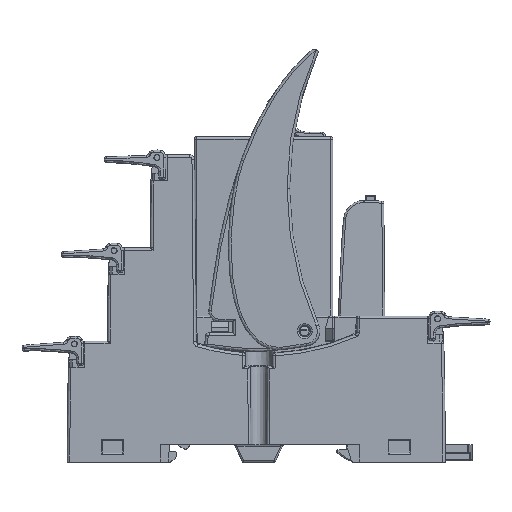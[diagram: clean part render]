
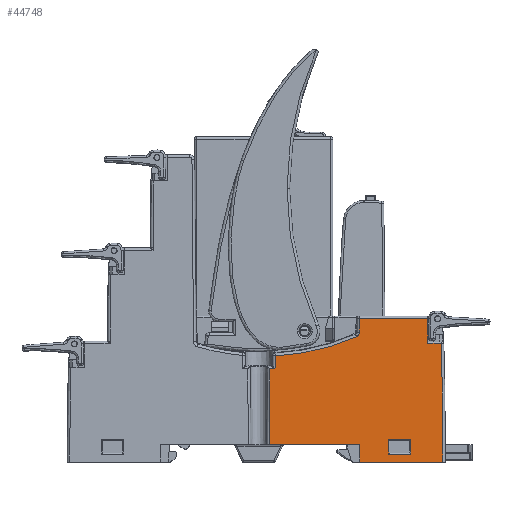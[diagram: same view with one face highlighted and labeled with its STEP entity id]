
A CAD part, top view. The second image highlights one B-rep face of the part: STEP entity #44748.
In plain terms, the highlighted planar face has unit normal (0, 0, 1).
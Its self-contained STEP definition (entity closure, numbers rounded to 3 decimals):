
#10608 = AXIS2_PLACEMENT_3D ( 'NONE', #13808, #13806, #13812 ) ;
#13806 = DIRECTION ( 'NONE',  ( 0., 0., -1. ) ) ;
#13808 = CARTESIAN_POINT ( 'NONE',  ( 953.5, 0., 13.45 ) ) ;
#13810 = PLANE ( 'NONE',  #10608 ) ;
#13812 = DIRECTION ( 'NONE',  ( -1., 0., 0. ) ) ;
#17145 = CARTESIAN_POINT ( 'NONE',  ( 28.5, 0., 13.45 ) ) ;
#17149 = DIRECTION ( 'NONE',  ( 1., 0., 0. ) ) ;
#17695 = DIRECTION ( 'NONE',  ( -1., 0., 0. ) ) ;
#17697 = CARTESIAN_POINT ( 'NONE',  ( 21.7, 1.8, 13.45 ) ) ;
#17706 = CARTESIAN_POINT ( 'NONE',  ( 21.5, 4.5, 13.45 ) ) ;
#17707 = CARTESIAN_POINT ( 'NONE',  ( 953.5, 23.6, 13.45 ) ) ;
#17709 = DIRECTION ( 'NONE',  ( 1., 0., 0. ) ) ;
#17711 = DIRECTION ( 'NONE',  ( 0., -1., 0. ) ) ;
#17715 = CARTESIAN_POINT ( 'NONE',  ( 17.5, 1.6, 13.45 ) ) ;
#17717 = DIRECTION ( 'NONE',  ( -1., 0., 0. ) ) ;
#17719 = CARTESIAN_POINT ( 'NONE',  ( 17.3, 4.3, 13.45 ) ) ;
#17722 = DIRECTION ( 'NONE',  ( 0., 1., 0. ) ) ;
#17724 = CARTESIAN_POINT ( 'NONE',  ( 11.5, 3.5, 13.45 ) ) ;
#17727 = DIRECTION ( 'NONE',  ( 1., 0., 0. ) ) ;
#17728 = CARTESIAN_POINT ( 'NONE',  ( 11.5, 7.837, 13.45 ) ) ;
#17731 = DIRECTION ( 'NONE',  ( 0., -1., 0. ) ) ;
#17736 = CARTESIAN_POINT ( 'NONE',  ( -971.5, 0., 13.45 ) ) ;
#17738 = DIRECTION ( 'NONE',  ( 0., 0., 1. ) ) ;
#17740 = DIRECTION ( 'NONE',  ( -1., 0., 0. ) ) ;
#17743 = CARTESIAN_POINT ( 'NONE',  ( 25.017, 29., 13.45 ) ) ;
#17746 = DIRECTION ( 'NONE',  ( 0., -1., 0. ) ) ;
#17747 = CARTESIAN_POINT ( 'NONE',  ( 953.5, 28.5, 13.45 ) ) ;
#17750 = DIRECTION ( 'NONE',  ( -1., 0., 0. ) ) ;
#17752 = CARTESIAN_POINT ( 'NONE',  ( 11.319, 8.222, 13.45 ) ) ;
#17755 = DIRECTION ( 'NONE',  ( -0.009, -1., 0. ) ) ;
#17757 = CARTESIAN_POINT ( 'NONE',  ( -5.38, 8.368, 13.45 ) ) ;
#17760 = DIRECTION ( 'NONE',  ( -0.009, -1., 0. ) ) ;
#17762 = CARTESIAN_POINT ( 'NONE',  ( 10.472, 25.812, 13.45 ) ) ;
#17764 = DIRECTION ( 'NONE',  ( 0., 0., 1. ) ) ;
#17766 = DIRECTION ( 'NONE',  ( -1., 0., 0. ) ) ;
#17771 = CARTESIAN_POINT ( 'NONE',  ( -7.657, 67.01, 13.45 ) ) ;
#17773 = DIRECTION ( 'NONE',  ( 0., 0., -1. ) ) ;
#17775 = DIRECTION ( 'NONE',  ( -1., 0., 0. ) ) ;
#17778 = CARTESIAN_POINT ( 'NONE',  ( -6.787, 18.5, 13.45 ) ) ;
#17780 = DIRECTION ( 'NONE',  ( -1., 0., 0. ) ) ;
#17782 = CARTESIAN_POINT ( 'NONE',  ( -6.38, 8.377, 13.45 ) ) ;
#17785 = DIRECTION ( 'NONE',  ( -0.009, -1., 0. ) ) ;
#20426 = FACE_BOUND ( 'NONE', #66298, .T. ) ;
#20433 = FACE_OUTER_BOUND ( 'NONE', #66323, .T. ) ;
#22631 = LINE ( 'NONE', #17697, #22648 ) ;
#22643 = LINE ( 'NONE', #17706, #22646 ) ;
#22646 = VECTOR ( 'NONE', #17709, 1000. ) ;
#22647 = LINE ( 'NONE', #17715, #22650 ) ;
#22648 = VECTOR ( 'NONE', #17711, 1000. ) ;
#22649 = LINE ( 'NONE', #17719, #22652 ) ;
#22650 = VECTOR ( 'NONE', #17717, 1000. ) ;
#22651 = LINE ( 'NONE', #17724, #22654 ) ;
#22652 = VECTOR ( 'NONE', #17722, 1000. ) ;
#22653 = LINE ( 'NONE', #17728, #22656 ) ;
#22654 = VECTOR ( 'NONE', #17727, 1000. ) ;
#22655 = CIRCLE ( 'NONE', #60437, 999.5 ) ;
#22656 = VECTOR ( 'NONE', #17731, 1000. ) ;
#22657 = LINE ( 'NONE', #17707, #22659 ) ;
#22658 = LINE ( 'NONE', #17743, #22661 ) ;
#22659 = VECTOR ( 'NONE', #17695, 1000. ) ;
#22660 = LINE ( 'NONE', #17747, #22663 ) ;
#22661 = VECTOR ( 'NONE', #17746, 1000. ) ;
#22662 = LINE ( 'NONE', #17752, #22665 ) ;
#22663 = VECTOR ( 'NONE', #17750, 1000. ) ;
#22664 = CIRCLE ( 'NONE', #60439, 1. ) ;
#22665 = VECTOR ( 'NONE', #17755, 1000. ) ;
#22666 = CIRCLE ( 'NONE', #60441, 46.01 ) ;
#22667 = LINE ( 'NONE', #17757, #22669 ) ;
#22668 = LINE ( 'NONE', #17778, #22671 ) ;
#22669 = VECTOR ( 'NONE', #17760, 1000. ) ;
#22670 = LINE ( 'NONE', #17782, #22673 ) ;
#22671 = VECTOR ( 'NONE', #17780, 1000. ) ;
#22673 = VECTOR ( 'NONE', #17785, 1000. ) ;
#32490 = CARTESIAN_POINT ( 'NONE',  ( 17.3, 4.5, 13.45 ) ) ;
#32508 = CARTESIAN_POINT ( 'NONE',  ( -6.423, 3.5, 13.45 ) ) ;
#32539 = CARTESIAN_POINT ( 'NONE',  ( 11.472, 25.804, 13.45 ) ) ;
#32565 = CARTESIAN_POINT ( 'NONE',  ( 27.721, 23.6, 13.45 ) ) ;
#32620 = CARTESIAN_POINT ( 'NONE',  ( 11.496, 28.5, 13.45 ) ) ;
#33683 = LINE ( 'NONE', #17145, #33687 ) ;
#33687 = VECTOR ( 'NONE', #17149, 1000. ) ;
#34292 = VERTEX_POINT ( 'NONE', #36104 ) ;
#34363 = VERTEX_POINT ( 'NONE', #36175 ) ;
#34787 = VERTEX_POINT ( 'NONE', #36598 ) ;
#34793 = VERTEX_POINT ( 'NONE', #36604 ) ;
#34797 = VERTEX_POINT ( 'NONE', #36608 ) ;
#34799 = VERTEX_POINT ( 'NONE', #36610 ) ;
#34828 = VERTEX_POINT ( 'NONE', #36639 ) ;
#34835 = VERTEX_POINT ( 'NONE', #36646 ) ;
#34954 = VERTEX_POINT ( 'NONE', #36720 ) ;
#34957 = VERTEX_POINT ( 'NONE', #36718 ) ;
#35017 = VERTEX_POINT ( 'NONE', #36752 ) ;
#35020 = VERTEX_POINT ( 'NONE', #36754 ) ;
#35183 = VERTEX_POINT ( 'NONE', #32490 ) ;
#35194 = VERTEX_POINT ( 'NONE', #32508 ) ;
#35215 = VERTEX_POINT ( 'NONE', #32539 ) ;
#35238 = VERTEX_POINT ( 'NONE', #32565 ) ;
#35274 = VERTEX_POINT ( 'NONE', #32620 ) ;
#36104 = CARTESIAN_POINT ( 'NONE',  ( 11.5, 0., 13.45 ) ) ;
#36175 = CARTESIAN_POINT ( 'NONE',  ( 28., 0., 13.45 ) ) ;
#36598 = CARTESIAN_POINT ( 'NONE',  ( 25.017, 28.5, 13.45 ) ) ;
#36604 = CARTESIAN_POINT ( 'NONE',  ( 11.5, 3.5, 13.45 ) ) ;
#36608 = CARTESIAN_POINT ( 'NONE',  ( 17.3, 1.6, 13.45 ) ) ;
#36610 = CARTESIAN_POINT ( 'NONE',  ( 10.875, 24.897, 13.45 ) ) ;
#36639 = CARTESIAN_POINT ( 'NONE',  ( 21.7, 4.5, 13.45 ) ) ;
#36646 = CARTESIAN_POINT ( 'NONE',  ( -6.292, 18.5, 13.45 ) ) ;
#36718 = CARTESIAN_POINT ( 'NONE',  ( -5.269, 21.062, 13.45 ) ) ;
#36720 = CARTESIAN_POINT ( 'NONE',  ( -5.292, 18.5, 13.45 ) ) ;
#36752 = CARTESIAN_POINT ( 'NONE',  ( 21.7, 1.6, 13.45 ) ) ;
#36754 = CARTESIAN_POINT ( 'NONE',  ( 25.017, 23.6, 13.45 ) ) ;
#40849 = EDGE_CURVE ( 'NONE', #34292, #34363, #33683, .T. ) ;
#41309 = EDGE_CURVE ( 'NONE', #35183, #34828, #22643, .T. ) ;
#41313 = EDGE_CURVE ( 'NONE', #34828, #35017, #22631, .T. ) ;
#41317 = EDGE_CURVE ( 'NONE', #35017, #34797, #22647, .T. ) ;
#41321 = EDGE_CURVE ( 'NONE', #34797, #35183, #22649, .T. ) ;
#41327 = EDGE_CURVE ( 'NONE', #35194, #34793, #22651, .T. ) ;
#41330 = EDGE_CURVE ( 'NONE', #34793, #34292, #22653, .T. ) ;
#41334 = EDGE_CURVE ( 'NONE', #34363, #35238, #22655, .T. ) ;
#41339 = EDGE_CURVE ( 'NONE', #35238, #35020, #22657, .T. ) ;
#41344 = EDGE_CURVE ( 'NONE', #34787, #35020, #22658, .T. ) ;
#41348 = EDGE_CURVE ( 'NONE', #34787, #35274, #22660, .T. ) ;
#41353 = EDGE_CURVE ( 'NONE', #35274, #35215, #22662, .T. ) ;
#41358 = EDGE_CURVE ( 'NONE', #34799, #35215, #22664, .T. ) ;
#41361 = EDGE_CURVE ( 'NONE', #34799, #34957, #22666, .T. ) ;
#41366 = EDGE_CURVE ( 'NONE', #34957, #34954, #22667, .T. ) ;
#41370 = EDGE_CURVE ( 'NONE', #34954, #34835, #22668, .T. ) ;
#41374 = EDGE_CURVE ( 'NONE', #34835, #35194, #22670, .T. ) ;
#44748 = ADVANCED_FACE ( 'NONE', ( #20426, #20433 ), #13810, .F. ) ;
#53902 = ORIENTED_EDGE ( 'NONE', *, *, #41358, .F. ) ;
#53906 = ORIENTED_EDGE ( 'NONE', *, *, #41366, .T. ) ;
#53929 = ORIENTED_EDGE ( 'NONE', *, *, #41370, .T. ) ;
#54020 = ORIENTED_EDGE ( 'NONE', *, *, #41313, .T. ) ;
#54023 = ORIENTED_EDGE ( 'NONE', *, *, #41353, .T. ) ;
#54035 = ORIENTED_EDGE ( 'NONE', *, *, #41361, .T. ) ;
#54038 = ORIENTED_EDGE ( 'NONE', *, *, #41348, .T. ) ;
#54103 = ORIENTED_EDGE ( 'NONE', *, *, #41327, .T. ) ;
#54157 = ORIENTED_EDGE ( 'NONE', *, *, #41330, .T. ) ;
#54178 = ORIENTED_EDGE ( 'NONE', *, *, #41321, .T. ) ;
#54218 = ORIENTED_EDGE ( 'NONE', *, *, #41344, .F. ) ;
#54227 = ORIENTED_EDGE ( 'NONE', *, *, #41374, .T. ) ;
#54228 = ORIENTED_EDGE ( 'NONE', *, *, #40849, .T. ) ;
#54234 = ORIENTED_EDGE ( 'NONE', *, *, #41339, .T. ) ;
#54260 = ORIENTED_EDGE ( 'NONE', *, *, #41334, .T. ) ;
#54264 = ORIENTED_EDGE ( 'NONE', *, *, #41309, .T. ) ;
#54267 = ORIENTED_EDGE ( 'NONE', *, *, #41317, .T. ) ;
#60437 = AXIS2_PLACEMENT_3D ( 'NONE', #17736, #17738, #17740 ) ;
#60439 = AXIS2_PLACEMENT_3D ( 'NONE', #17762, #17764, #17766 ) ;
#60441 = AXIS2_PLACEMENT_3D ( 'NONE', #17771, #17773, #17775 ) ;
#66298 = EDGE_LOOP ( 'NONE', ( #54264, #54020, #54267, #54178 ) ) ;
#66323 = EDGE_LOOP ( 'NONE', ( #54103, #54157, #54228, #54260, #54234, #54218, #54038, #54023, #53902, #54035, #53906, #53929, #54227 ) ) ;
